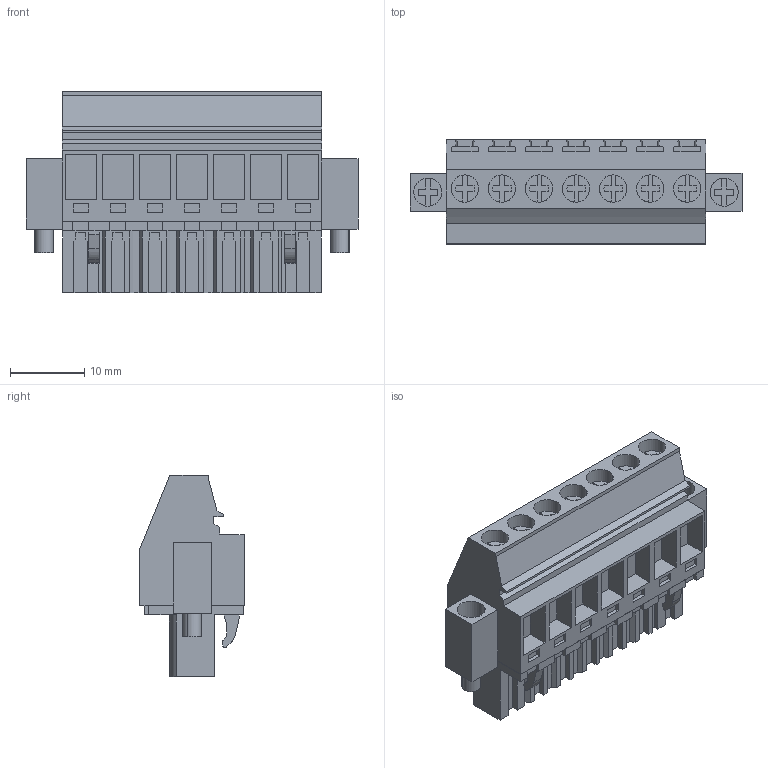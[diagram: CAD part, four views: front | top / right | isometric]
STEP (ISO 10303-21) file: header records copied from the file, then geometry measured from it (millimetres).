
FILE_DESCRIPTION(('CATIA V5 STEP Exchange','CAx-IF Rec.Pracs.--- Model Styling and Organization---1.2---2011-12-15'),'2;1');
FILE_NAME ('D1460501_0_1960410000_1960410000.stp','2017-09-20T17:05:48+00:00',('none'),('Weidmueller'),'CATIA Version 5-6 Release 2014','CATIA V5 STEP AP214','none');
FILE_SCHEMA(('AUTOMOTIVE_DESIGN { 1 0 10303 214 1 1 1 1 }'));
Length unit declared in the file: millimetre
Products named in the file (1): 1960410000
Bounding box: 44.8 x 14.05 x 27.2 mm (x, y, z)
Volume: 8383.8 mm3; surface area: 5632.1 mm2
Topology: 10 solids, 10 shells, 541 faces, 1466 edges, 980 vertices
Faces by surface type: plane 450, cylinder 81, extrusion 10
Entity records: 15885 total; most frequent: CARTESIAN_POINT 3000, ORIENTED_EDGE 2932, DIRECTION 2129, EDGE_CURVE 1466, VECTOR 1243, LINE 1233, VERTEX_POINT 980, EDGE_LOOP 582
